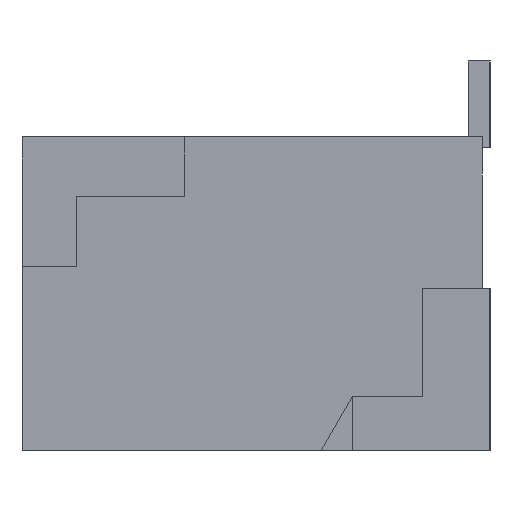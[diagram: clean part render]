
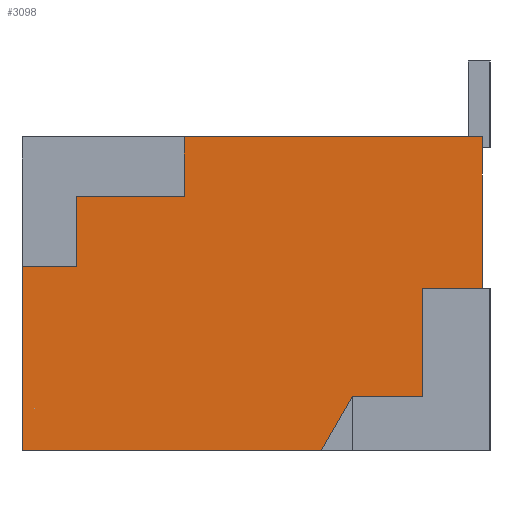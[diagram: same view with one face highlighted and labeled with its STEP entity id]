
A CAD part, left-side view. The second image highlights one B-rep face of the part: STEP entity #3098.
In plain terms, the highlighted planar face has unit normal (-1, 0, 0).
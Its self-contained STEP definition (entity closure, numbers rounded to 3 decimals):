
#76 = CARTESIAN_POINT ( 'NONE',  ( -7.5, 0.62, -0.95 ) ) ;
#304 = LINE ( 'NONE', #2928, #6879 ) ;
#401 = EDGE_LOOP ( 'NONE', ( #1919, #6930, #5759, #421, #4817, #1623, #4522, #2715, #8002, #4945, #8711, #1552 ) ) ;
#421 = ORIENTED_EDGE ( 'NONE', *, *, #8430, .T. ) ;
#516 = CARTESIAN_POINT ( 'NONE',  ( -7.5, 0.62, -0.95 ) ) ;
#571 = VERTEX_POINT ( 'NONE', #1430 ) ;
#583 = LINE ( 'NONE', #3202, #2489 ) ;
#676 = VERTEX_POINT ( 'NONE', #8290 ) ;
#712 = CARTESIAN_POINT ( 'NONE',  ( -7.5, 3.82, 0.25 ) ) ;
#781 = LINE ( 'NONE', #3410, #1893 ) ;
#929 = DIRECTION ( 'NONE',  ( 0., -1., 0. ) ) ;
#1076 = CARTESIAN_POINT ( 'NONE',  ( -7.5, 0.07, 1.45 ) ) ;
#1251 = CARTESIAN_POINT ( 'NONE',  ( -7.5, 1.27, -0.95 ) ) ;
#1430 = CARTESIAN_POINT ( 'NONE',  ( -7.5, 1.559, -1.45 ) ) ;
#1437 = VERTEX_POINT ( 'NONE', #1463 ) ;
#1463 = CARTESIAN_POINT ( 'NONE',  ( -7.5, 0.07, 0.05 ) ) ;
#1488 = VECTOR ( 'NONE', #4964, 1000. ) ;
#1552 = ORIENTED_EDGE ( 'NONE', *, *, #4546, .T. ) ;
#1587 = CARTESIAN_POINT ( 'NONE',  ( -7.5, 4.32, 1.45 ) ) ;
#1623 = ORIENTED_EDGE ( 'NONE', *, *, #6590, .F. ) ;
#1645 = VECTOR ( 'NONE', #2683, 1000. ) ;
#1893 = VECTOR ( 'NONE', #6111, 1000. ) ;
#1919 = ORIENTED_EDGE ( 'NONE', *, *, #7456, .T. ) ;
#2094 = VERTEX_POINT ( 'NONE', #4527 ) ;
#2277 = CARTESIAN_POINT ( 'NONE',  ( -7.5, 4.32, -1.45 ) ) ;
#2293 = LINE ( 'NONE', #4960, #5367 ) ;
#2298 = CARTESIAN_POINT ( 'NONE',  ( -7.5, 4.32, 0.25 ) ) ;
#2303 = CARTESIAN_POINT ( 'NONE',  ( -7.5, 3.82, 0.25 ) ) ;
#2368 = VERTEX_POINT ( 'NONE', #7694 ) ;
#2404 = VERTEX_POINT ( 'NONE', #2277 ) ;
#2489 = VECTOR ( 'NONE', #5911, 1000. ) ;
#2542 = LINE ( 'NONE', #5205, #8139 ) ;
#2612 = LINE ( 'NONE', #5275, #5469 ) ;
#2683 = DIRECTION ( 'NONE',  ( 0., -1., 0. ) ) ;
#2715 = ORIENTED_EDGE ( 'NONE', *, *, #8088, .T. ) ;
#2928 = CARTESIAN_POINT ( 'NONE',  ( -7.5, 4.32, 1.45 ) ) ;
#2986 = VERTEX_POINT ( 'NONE', #712 ) ;
#3054 = VECTOR ( 'NONE', #929, 1000. ) ;
#3098 = ADVANCED_FACE ( 'NONE', ( #4906 ), #7702, .F. ) ;
#3151 = VERTEX_POINT ( 'NONE', #7148 ) ;
#3183 = VECTOR ( 'NONE', #4971, 1000. ) ;
#3202 = CARTESIAN_POINT ( 'NONE',  ( -7.5, 0.62, 0.05 ) ) ;
#3410 = CARTESIAN_POINT ( 'NONE',  ( -7.5, 0.07, 0.05 ) ) ;
#3663 = AXIS2_PLACEMENT_3D ( 'NONE', #1587, #4244, #7003 ) ;
#3719 = DIRECTION ( 'NONE',  ( 0., 0., 1. ) ) ;
#3902 = DIRECTION ( 'NONE',  ( 0., -0.5, 0.866 ) ) ;
#4009 = CARTESIAN_POINT ( 'NONE',  ( -7.5, 0.62, 0.05 ) ) ;
#4130 = EDGE_CURVE ( 'NONE', #2986, #7486, #8415, .T. ) ;
#4205 = LINE ( 'NONE', #6959, #3054 ) ;
#4244 = DIRECTION ( 'NONE',  ( 1., 0., 0. ) ) ;
#4502 = VECTOR ( 'NONE', #3902, 1000. ) ;
#4522 = ORIENTED_EDGE ( 'NONE', *, *, #5558, .T. ) ;
#4527 = CARTESIAN_POINT ( 'NONE',  ( -7.5, 2.82, 0.9 ) ) ;
#4546 = EDGE_CURVE ( 'NONE', #2404, #571, #2542, .T. ) ;
#4817 = ORIENTED_EDGE ( 'NONE', *, *, #8542, .T. ) ;
#4906 = FACE_OUTER_BOUND ( 'NONE', #401, .T. ) ;
#4914 = EDGE_CURVE ( 'NONE', #676, #2986, #8423, .T. ) ;
#4945 = ORIENTED_EDGE ( 'NONE', *, *, #4130, .T. ) ;
#4960 = CARTESIAN_POINT ( 'NONE',  ( -7.5, 3.82, 0.9 ) ) ;
#4964 = DIRECTION ( 'NONE',  ( 0., 1., 0. ) ) ;
#4971 = DIRECTION ( 'NONE',  ( 0., 0., -1. ) ) ;
#4984 = VERTEX_POINT ( 'NONE', #7207 ) ;
#4994 = VERTEX_POINT ( 'NONE', #516 ) ;
#4997 = VECTOR ( 'NONE', #3719, 1000. ) ;
#5205 = CARTESIAN_POINT ( 'NONE',  ( -7.5, 4.32, -1.45 ) ) ;
#5275 = CARTESIAN_POINT ( 'NONE',  ( -7.5, 2.82, 0.9 ) ) ;
#5367 = VECTOR ( 'NONE', #7752, 1000. ) ;
#5469 = VECTOR ( 'NONE', #8055, 1000. ) ;
#5558 = EDGE_CURVE ( 'NONE', #3151, #2094, #2612, .T. ) ;
#5593 = DIRECTION ( 'NONE',  ( 0., 0., 1. ) ) ;
#5759 = ORIENTED_EDGE ( 'NONE', *, *, #6745, .T. ) ;
#5911 = DIRECTION ( 'NONE',  ( 0., 0., 1. ) ) ;
#6038 = LINE ( 'NONE', #76, #1645 ) ;
#6111 = DIRECTION ( 'NONE',  ( 0., -1., 0. ) ) ;
#6122 = CARTESIAN_POINT ( 'NONE',  ( -7.5, 4.32, 0.25 ) ) ;
#6285 = EDGE_CURVE ( 'NONE', #2404, #7486, #304, .T. ) ;
#6590 = EDGE_CURVE ( 'NONE', #3151, #4984, #4205, .T. ) ;
#6745 = EDGE_CURVE ( 'NONE', #4994, #8689, #583, .T. ) ;
#6797 = EDGE_CURVE ( 'NONE', #2368, #4994, #6038, .T. ) ;
#6879 = VECTOR ( 'NONE', #5593, 1000. ) ;
#6930 = ORIENTED_EDGE ( 'NONE', *, *, #6797, .T. ) ;
#6959 = CARTESIAN_POINT ( 'NONE',  ( -7.5, 4.32, 1.45 ) ) ;
#7003 = DIRECTION ( 'NONE',  ( 0., 0., -1. ) ) ;
#7129 = LINE ( 'NONE', #1076, #4997 ) ;
#7148 = CARTESIAN_POINT ( 'NONE',  ( -7.5, 2.82, 1.45 ) ) ;
#7207 = CARTESIAN_POINT ( 'NONE',  ( -7.5, 0.07, 1.45 ) ) ;
#7320 = LINE ( 'NONE', #1251, #4502 ) ;
#7456 = EDGE_CURVE ( 'NONE', #571, #2368, #7320, .T. ) ;
#7486 = VERTEX_POINT ( 'NONE', #6122 ) ;
#7694 = CARTESIAN_POINT ( 'NONE',  ( -7.5, 1.27, -0.95 ) ) ;
#7702 = PLANE ( 'NONE',  #3663 ) ;
#7752 = DIRECTION ( 'NONE',  ( 0., 1., 0. ) ) ;
#7989 = DIRECTION ( 'NONE',  ( 0., -1., 0. ) ) ;
#8002 = ORIENTED_EDGE ( 'NONE', *, *, #4914, .T. ) ;
#8055 = DIRECTION ( 'NONE',  ( 0., 0., -1. ) ) ;
#8088 = EDGE_CURVE ( 'NONE', #2094, #676, #2293, .T. ) ;
#8139 = VECTOR ( 'NONE', #7989, 1000. ) ;
#8290 = CARTESIAN_POINT ( 'NONE',  ( -7.5, 3.82, 0.9 ) ) ;
#8415 = LINE ( 'NONE', #2298, #1488 ) ;
#8423 = LINE ( 'NONE', #2303, #3183 ) ;
#8430 = EDGE_CURVE ( 'NONE', #8689, #1437, #781, .T. ) ;
#8542 = EDGE_CURVE ( 'NONE', #1437, #4984, #7129, .T. ) ;
#8689 = VERTEX_POINT ( 'NONE', #4009 ) ;
#8711 = ORIENTED_EDGE ( 'NONE', *, *, #6285, .F. ) ;
